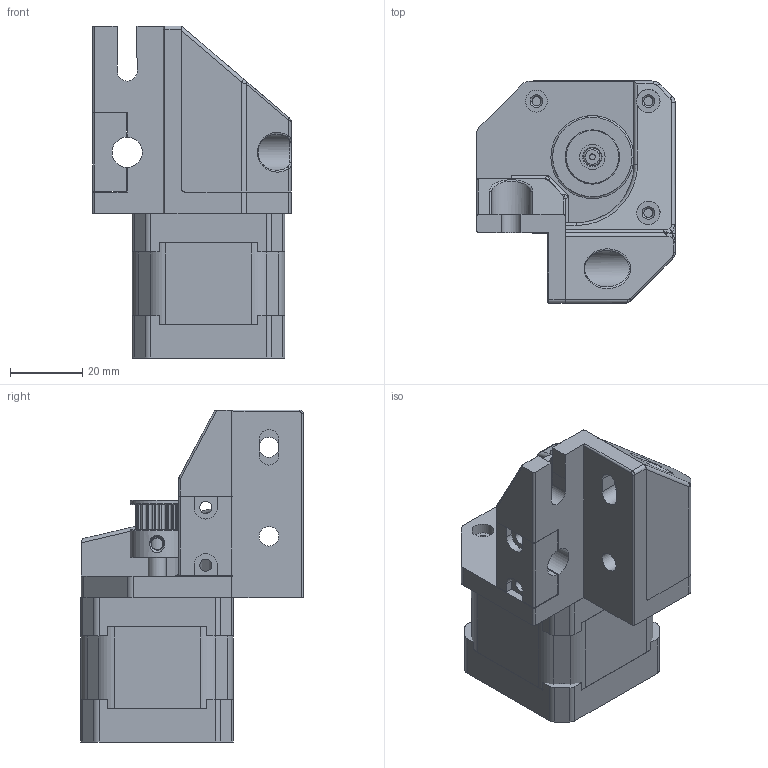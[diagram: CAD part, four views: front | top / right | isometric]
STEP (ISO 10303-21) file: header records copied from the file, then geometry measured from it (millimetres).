
FILE_DESCRIPTION(/* description */ (''),/* implementation_level */ '2;1');
FILE_NAME(/* name */ 'SUPORTE_MOTOR_X.step',/* time_stamp */ '2024-10-08T10:15:50-03:00',/* author */ (''),/* organization */ (''),/* preprocessor_version */ 'ST-DEVELOPER v20',/* originating_system */ 'Autodesk Translation Framework v13.20.0.188',/* authorisation */ '');
FILE_SCHEMA (('AUTOMOTIVE_DESIGN { 1 0 10303 214 3 1 1 }'));
Length unit declared in the file: millimetre
Products named in the file (3): SUPORTE_MOTOR_X; Nema17; GT2 20T5B_dz2020
Assembly tree (2 placements, depth 2):
  SUPORTE_MOTOR_X
    Nema17
    GT2 20T5B_dz2020
Bounding box: 55 x 61.65 x 92 mm (x, y, z)
Volume: 125658.4 mm3; surface area: 42777.6 mm2
Topology: 14 solids, 14 shells, 525 faces, 1384 edges, 904 vertices
Faces by surface type: cylinder 248, plane 215, bspline 40, cone 13, torus 8, sphere 1
Full cylindrical faces by diameter (mm): 1.65 x2, 2.5 x8, 3.3 x12, 3.4 x4, 3.5 x5, 4.058 x12, 5 x3, 5.4 x2, 5.5 x5, 6 x4, 6.1 x1, 6.5 x5, 7 x2, 10 x1, 15 x2, 22 x1, 23 x1, 33 x1
Entity records: 23488 total; most frequent: CARTESIAN_POINT 10413, ORIENTED_EDGE 2764, DIRECTION 2641, EDGE_CURVE 1382, AXIS2_PLACEMENT_3D 984, VERTEX_POINT 904, LINE 673, VECTOR 673
